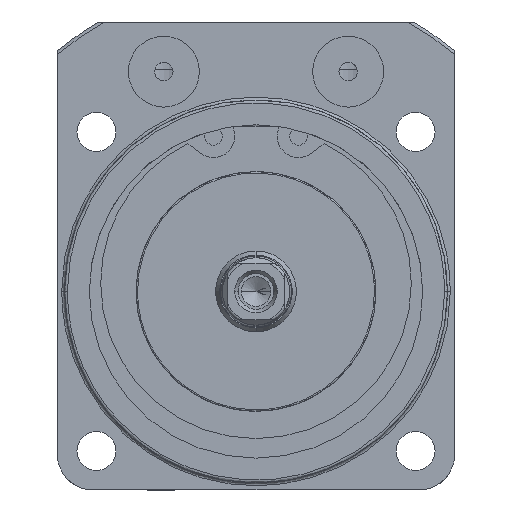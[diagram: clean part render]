
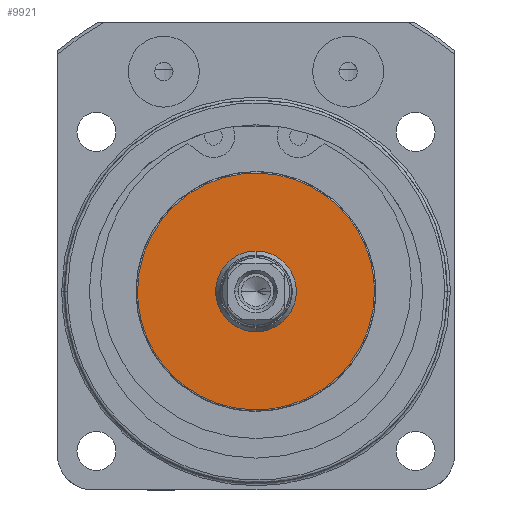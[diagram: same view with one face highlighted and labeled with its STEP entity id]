
A CAD part, front view. The second image highlights one B-rep face of the part: STEP entity #9921.
In plain terms, the highlighted planar face has unit normal (0, -1, 0).
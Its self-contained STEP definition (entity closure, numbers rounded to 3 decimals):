
#958 = EDGE_LOOP ( 'NONE', ( #10219, #10218 ) ) ;
#962 = EDGE_LOOP ( 'NONE', ( #10222, #10220 ) ) ;
#1944 = EDGE_CURVE ( 'NONE', #9678, #9913, #11599, .T. ) ;
#2351 = CARTESIAN_POINT ( 'NONE',  ( 16.7, -97.4, 0. ) ) ;
#2352 = CARTESIAN_POINT ( 'NONE',  ( 16.7, -97.4, 33.4 ) ) ;
#2353 = CARTESIAN_POINT ( 'NONE',  ( -16.7, -97.4, 33.4 ) ) ;
#2367 = DIRECTION ( 'NONE',  ( 1., 0., 0. ) ) ;
#2368 = DIRECTION ( 'NONE',  ( 0., -1., 0. ) ) ;
#2369 = CARTESIAN_POINT ( 'NONE',  ( 0., -97.4, 0. ) ) ;
#3307 = CARTESIAN_POINT ( 'NONE',  ( 16.7, -97.4, 0. ) ) ;
#3326 = CARTESIAN_POINT ( 'NONE',  ( -5.7, -97.4, 0. ) ) ;
#3327 = CARTESIAN_POINT ( 'NONE',  ( 5.7, -97.4, 0. ) ) ;
#5273 = CARTESIAN_POINT ( 'NONE',  ( -16.7, -97.4, 0. ) ) ;
#5611 = FACE_BOUND ( 'NONE', #962, .T. ) ;
#5616 = FACE_OUTER_BOUND ( 'NONE', #958, .T. ) ;
#5906 = CIRCLE ( 'NONE', #8872, 5.7 ) ;
#7249 = DIRECTION ( 'NONE',  ( 1., 0., 0. ) ) ;
#7250 = DIRECTION ( 'NONE',  ( 0., -1., 0. ) ) ;
#7251 = CARTESIAN_POINT ( 'NONE',  ( 0., -97.4, 0. ) ) ;
#7849 = DIRECTION ( 'NONE',  ( -1., 0., 0. ) ) ;
#7850 = DIRECTION ( 'NONE',  ( 0., 1., 0. ) ) ;
#7855 = PLANE ( 'NONE',  #8806 ) ;
#7856 = CARTESIAN_POINT ( 'NONE',  ( -16.7, -97.4, 0. ) ) ;
#7877 = CARTESIAN_POINT ( 'NONE',  ( -16.7, -97.4, 0. ) ) ;
#8284 = CIRCLE ( 'NONE', #8919, 5.7 ) ;
#8806 = AXIS2_PLACEMENT_3D ( 'NONE', #7856, #7850, #7849 ) ;
#8872 = AXIS2_PLACEMENT_3D ( 'NONE', #7251, #7250, #7249 ) ;
#8919 = AXIS2_PLACEMENT_3D ( 'NONE', #2369, #2368, #2367 ) ;
#9656 = VERTEX_POINT ( 'NONE', #3327 ) ;
#9657 = VERTEX_POINT ( 'NONE', #3326 ) ;
#9678 = VERTEX_POINT ( 'NONE', #3307 ) ;
#9913 = VERTEX_POINT ( 'NONE', #7877 ) ;
#9921 = ADVANCED_FACE ( 'NONE', ( #5611, #5616 ), #7855, .F. ) ;
#10218 = ORIENTED_EDGE ( 'NONE', *, *, #11196, .F. ) ;
#10219 = ORIENTED_EDGE ( 'NONE', *, *, #1944, .F. ) ;
#10220 = ORIENTED_EDGE ( 'NONE', *, *, #11093, .F. ) ;
#10222 = ORIENTED_EDGE ( 'NONE', *, *, #11191, .F. ) ;
#11093 = EDGE_CURVE ( 'NONE', #9657, #9656, #5906, .T. ) ;
#11191 = EDGE_CURVE ( 'NONE', #9656, #9657, #8284, .T. ) ;
#11196 = EDGE_CURVE ( 'NONE', #9913, #9678, #11547, .T. ) ;
#11407 = CARTESIAN_POINT ( 'NONE',  ( -16.7, -97.4, 0. ) ) ;
#11423 = CARTESIAN_POINT ( 'NONE',  ( -16.7, -97.4, -33.4 ) ) ;
#11437 = CARTESIAN_POINT ( 'NONE',  ( 16.7, -97.4, -33.4 ) ) ;
#11443 = CARTESIAN_POINT ( 'NONE',  ( 16.7, -97.4, 0. ) ) ;
#11547 =( BOUNDED_CURVE ( )  B_SPLINE_CURVE ( 3, ( #5273, #2353, #2352, #2351 ),
 .UNSPECIFIED., .F., .F. ) 
 B_SPLINE_CURVE_WITH_KNOTS ( ( 4, 4 ),
 ( 0., 1. ),
 .UNSPECIFIED. ) 
 CURVE ( )  GEOMETRIC_REPRESENTATION_ITEM ( )  RATIONAL_B_SPLINE_CURVE ( ( 1., 0.333, 0.333, 1. ) ) 
 REPRESENTATION_ITEM ( '' )  );
#11599 =( BOUNDED_CURVE ( )  B_SPLINE_CURVE ( 3, ( #11443, #11437, #11423, #11407 ),
 .UNSPECIFIED., .F., .F. ) 
 B_SPLINE_CURVE_WITH_KNOTS ( ( 4, 4 ),
 ( 0., 1. ),
 .UNSPECIFIED. ) 
 CURVE ( )  GEOMETRIC_REPRESENTATION_ITEM ( )  RATIONAL_B_SPLINE_CURVE ( ( 1., 0.333, 0.333, 1. ) ) 
 REPRESENTATION_ITEM ( '' )  );
